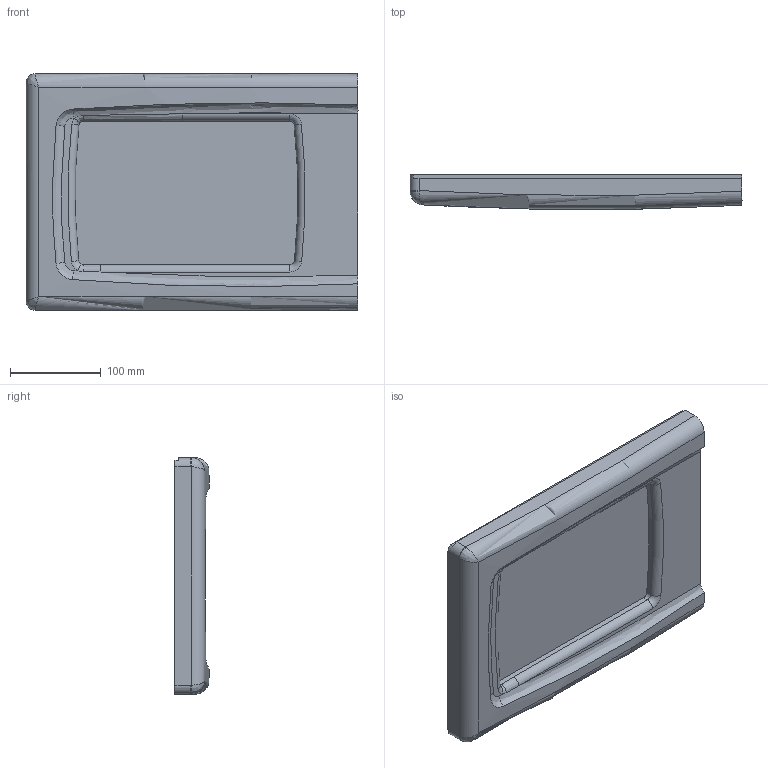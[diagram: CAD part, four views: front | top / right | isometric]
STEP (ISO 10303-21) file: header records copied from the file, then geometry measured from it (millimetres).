
FILE_DESCRIPTION( ( '' ), ' ' );
FILE_NAME( '5ac62818015bc90fea10eab2.step', '2018-04-05T13:43:53', ( '' ), ( '' ), ' ', ' ', ' ' );
FILE_SCHEMA( ( 'AUTOMOTIVE_DESIGN { 1 0 10303 214 1 1 1 1 }' ) );
Length unit declared in the file: metre
Products named in the file (3): Assem1; MICROWAVE OVEN ASSEMBLY.sldasm-Part-184; MICROWAVE OVEN ASSEMBLY.sldasm-Part-218
Assembly tree (2 placements, depth 2):
  Assem1
    MICROWAVE OVEN ASSEMBLY.sldasm-Part-184
    MICROWAVE OVEN ASSEMBLY.sldasm-Part-218
Bounding box: 365 x 37.77 x 260 mm (x, y, z)
Volume: 1211982 mm3; surface area: 360580.1 mm2
Topology: 2 solids, 2 shells, 59 faces, 149 edges, 92 vertices
Faces by surface type: plane 22, cylinder 16, bspline 13, torus 8
Entity records: 3234 total; most frequent: CARTESIAN_POINT 1354, ORIENTED_EDGE 294, DIRECTION 277, EDGE_CURVE 147, AXIS2_PLACEMENT_3D 107, VERTEX_POINT 92, LINE 63, VECTOR 63
